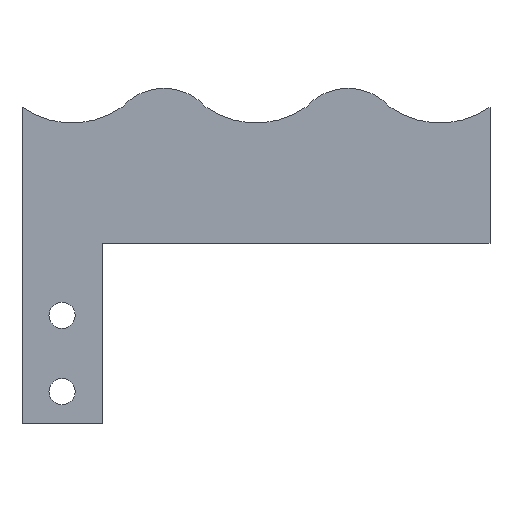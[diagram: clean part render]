
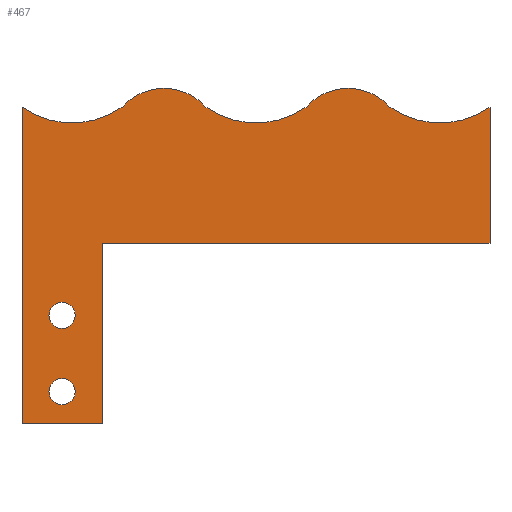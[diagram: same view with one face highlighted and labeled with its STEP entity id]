
A CAD part, front view. The second image highlights one B-rep face of the part: STEP entity #467.
In plain terms, the highlighted planar face has unit normal (0, -1, 0).
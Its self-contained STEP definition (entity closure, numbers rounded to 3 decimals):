
#4 = DIRECTION ( 'NONE',  ( 0., 1., 0. ) ) ;
#5 = CARTESIAN_POINT ( 'NONE',  ( -24.188, -2., -34.875 ) ) ;
#17 = ORIENTED_EDGE ( 'NONE', *, *, #296, .T. ) ;
#19 = CARTESIAN_POINT ( 'NONE',  ( 11.475, -2., -6.553 ) ) ;
#20 = ORIENTED_EDGE ( 'NONE', *, *, #270, .F. ) ;
#25 = ORIENTED_EDGE ( 'NONE', *, *, #663, .F. ) ;
#27 = DIRECTION ( 'NONE',  ( -1., 0., 0. ) ) ;
#31 = ORIENTED_EDGE ( 'NONE', *, *, #100, .F. ) ;
#33 = VECTOR ( 'NONE', #99, 1000. ) ;
#40 = DIRECTION ( 'NONE',  ( 0., 0., 1. ) ) ;
#44 = CIRCLE ( 'NONE', #308, 1.635 ) ;
#45 = CARTESIAN_POINT ( 'NONE',  ( -11.475, -2., -13.553 ) ) ;
#49 = DIRECTION ( 'NONE',  ( 0., 0., -1. ) ) ;
#57 = DIRECTION ( 'NONE',  ( 0., 0., -1. ) ) ;
#60 = LINE ( 'NONE', #377, #130 ) ;
#63 = ORIENTED_EDGE ( 'NONE', *, *, #414, .F. ) ;
#65 = DIRECTION ( 'NONE',  ( 0., 0., 1. ) ) ;
#66 = CARTESIAN_POINT ( 'NONE',  ( 29.188, -2., -8.908 ) ) ;
#69 = CIRCLE ( 'NONE', #634, 10.875 ) ;
#70 = DIRECTION ( 'NONE',  ( 0., 1., 0. ) ) ;
#71 = EDGE_CURVE ( 'NONE', #422, #337, #558, .T. ) ;
#72 = DIRECTION ( 'NONE',  ( 0., -1., 0. ) ) ;
#74 = DIRECTION ( 'NONE',  ( 0., 0., -1. ) ) ;
#75 = CARTESIAN_POINT ( 'NONE',  ( 29.188, -2., -25.875 ) ) ;
#76 = VERTEX_POINT ( 'NONE', #302 ) ;
#78 = AXIS2_PLACEMENT_3D ( 'NONE', #45, #659, #195 ) ;
#79 = CARTESIAN_POINT ( 'NONE',  ( -19.188, -2., -48.375 ) ) ;
#80 = VERTEX_POINT ( 'NONE', #362 ) ;
#90 = EDGE_CURVE ( 'NONE', #585, #317, #44, .T. ) ;
#94 = LINE ( 'NONE', #297, #226 ) ;
#96 = CIRCLE ( 'NONE', #439, 7. ) ;
#99 = DIRECTION ( 'NONE',  ( 0., 0., 1. ) ) ;
#100 = EDGE_CURVE ( 'NONE', #268, #167, #96, .T. ) ;
#102 = CARTESIAN_POINT ( 'NONE',  ( -29.188, -2., -25.875 ) ) ;
#113 = VERTEX_POINT ( 'NONE', #75 ) ;
#117 = CIRCLE ( 'NONE', #521, 1.635 ) ;
#130 = VECTOR ( 'NONE', #528, 1000. ) ;
#135 = CARTESIAN_POINT ( 'NONE',  ( 11.475, -2., -13.553 ) ) ;
#143 = LINE ( 'NONE', #552, #522 ) ;
#151 = CIRCLE ( 'NONE', #201, 10.875 ) ;
#153 = VERTEX_POINT ( 'NONE', #221 ) ;
#160 = DIRECTION ( 'NONE',  ( 0., -1., 0. ) ) ;
#161 = CIRCLE ( 'NONE', #78, 7. ) ;
#167 = VERTEX_POINT ( 'NONE', #421 ) ;
#171 = CIRCLE ( 'NONE', #275, 1.635 ) ;
#176 = EDGE_CURVE ( 'NONE', #337, #455, #191, .T. ) ;
#180 = CARTESIAN_POINT ( 'NONE',  ( -16.712, -2., -8.908 ) ) ;
#191 = CIRCLE ( 'NONE', #417, 10.875 ) ;
#195 = DIRECTION ( 'NONE',  ( 0., 0., 1. ) ) ;
#199 = EDGE_LOOP ( 'NONE', ( #391, #17 ) ) ;
#201 = AXIS2_PLACEMENT_3D ( 'NONE', #526, #72, #267 ) ;
#215 = CIRCLE ( 'NONE', #441, 7. ) ;
#216 = ORIENTED_EDGE ( 'NONE', *, *, #547, .F. ) ;
#221 = CARTESIAN_POINT ( 'NONE',  ( -19.188, -2., -25.875 ) ) ;
#223 = CARTESIAN_POINT ( 'NONE',  ( -24.188, -2., -33.24 ) ) ;
#226 = VECTOR ( 'NONE', #500, 1000. ) ;
#231 = CARTESIAN_POINT ( 'NONE',  ( -24.188, -2., -44.375 ) ) ;
#239 = DIRECTION ( 'NONE',  ( 0., 1., 0. ) ) ;
#248 = ORIENTED_EDGE ( 'NONE', *, *, #542, .F. ) ;
#250 = CARTESIAN_POINT ( 'NONE',  ( 11.475, -2., -13.553 ) ) ;
#251 = FACE_BOUND ( 'NONE', #199, .T. ) ;
#258 = CARTESIAN_POINT ( 'NONE',  ( -11.475, -2., -13.553 ) ) ;
#259 = DIRECTION ( 'NONE',  ( 0., 0., 1. ) ) ;
#261 = CARTESIAN_POINT ( 'NONE',  ( -6.238, -2., -8.908 ) ) ;
#262 = DIRECTION ( 'NONE',  ( 0., 1., 0. ) ) ;
#264 = VERTEX_POINT ( 'NONE', #519 ) ;
#267 = DIRECTION ( 'NONE',  ( 0., 0., -1. ) ) ;
#268 = VERTEX_POINT ( 'NONE', #19 ) ;
#270 = EDGE_CURVE ( 'NONE', #582, #351, #151, .T. ) ;
#275 = AXIS2_PLACEMENT_3D ( 'NONE', #354, #4, #554 ) ;
#280 = VERTEX_POINT ( 'NONE', #66 ) ;
#282 = CARTESIAN_POINT ( 'NONE',  ( 6.238, -2., -8.908 ) ) ;
#293 = ORIENTED_EDGE ( 'NONE', *, *, #556, .F. ) ;
#296 = EDGE_CURVE ( 'NONE', #317, #585, #117, .T. ) ;
#297 = CARTESIAN_POINT ( 'NONE',  ( -19.188, -2., -25.875 ) ) ;
#300 = CIRCLE ( 'NONE', #604, 7. ) ;
#302 = CARTESIAN_POINT ( 'NONE',  ( -24.188, -2., -46.01 ) ) ;
#304 = FACE_OUTER_BOUND ( 'NONE', #553, .T. ) ;
#308 = AXIS2_PLACEMENT_3D ( 'NONE', #5, #461, #49 ) ;
#317 = VERTEX_POINT ( 'NONE', #544 ) ;
#337 = VERTEX_POINT ( 'NONE', #649 ) ;
#351 = VERTEX_POINT ( 'NONE', #282 ) ;
#354 = CARTESIAN_POINT ( 'NONE',  ( -24.188, -2., -44.375 ) ) ;
#362 = CARTESIAN_POINT ( 'NONE',  ( -11.475, -2., -6.553 ) ) ;
#363 = CARTESIAN_POINT ( 'NONE',  ( 22.95, -2., 0. ) ) ;
#377 = CARTESIAN_POINT ( 'NONE',  ( -19.188, -2., -48.375 ) ) ;
#391 = ORIENTED_EDGE ( 'NONE', *, *, #90, .T. ) ;
#392 = EDGE_CURVE ( 'NONE', #442, #422, #143, .T. ) ;
#393 = CARTESIAN_POINT ( 'NONE',  ( -29.188, -2., -48.375 ) ) ;
#400 = FACE_BOUND ( 'NONE', #618, .T. ) ;
#414 = EDGE_CURVE ( 'NONE', #351, #268, #300, .T. ) ;
#417 = AXIS2_PLACEMENT_3D ( 'NONE', #581, #160, #431 ) ;
#421 = CARTESIAN_POINT ( 'NONE',  ( 16.712, -2., -8.908 ) ) ;
#422 = VERTEX_POINT ( 'NONE', #393 ) ;
#431 = DIRECTION ( 'NONE',  ( 0., 0., -1. ) ) ;
#437 = DIRECTION ( 'NONE',  ( 0., 1., 0. ) ) ;
#438 = ORIENTED_EDGE ( 'NONE', *, *, #523, .T. ) ;
#439 = AXIS2_PLACEMENT_3D ( 'NONE', #250, #662, #259 ) ;
#441 = AXIS2_PLACEMENT_3D ( 'NONE', #258, #70, #65 ) ;
#442 = VERTEX_POINT ( 'NONE', #79 ) ;
#446 = ORIENTED_EDGE ( 'NONE', *, *, #562, .F. ) ;
#447 = EDGE_CURVE ( 'NONE', #76, #264, #462, .T. ) ;
#450 = CARTESIAN_POINT ( 'NONE',  ( 29.188, -2., -8.908 ) ) ;
#451 = ORIENTED_EDGE ( 'NONE', *, *, #392, .F. ) ;
#454 = LINE ( 'NONE', #450, #550 ) ;
#455 = VERTEX_POINT ( 'NONE', #180 ) ;
#461 = DIRECTION ( 'NONE',  ( 0., 1., 0. ) ) ;
#462 = CIRCLE ( 'NONE', #470, 1.635 ) ;
#467 = ADVANCED_FACE ( 'NONE', ( #400, #251, #304 ), #507, .T. ) ;
#470 = AXIS2_PLACEMENT_3D ( 'NONE', #231, #437, #642 ) ;
#476 = CARTESIAN_POINT ( 'NONE',  ( -24.188, -2., -34.875 ) ) ;
#487 = ORIENTED_EDGE ( 'NONE', *, *, #654, .F. ) ;
#500 = DIRECTION ( 'NONE',  ( -1., 0., 0. ) ) ;
#507 = PLANE ( 'NONE',  #559 ) ;
#519 = CARTESIAN_POINT ( 'NONE',  ( -24.188, -2., -42.74 ) ) ;
#520 = ORIENTED_EDGE ( 'NONE', *, *, #71, .F. ) ;
#521 = AXIS2_PLACEMENT_3D ( 'NONE', #476, #262, #74 ) ;
#522 = VECTOR ( 'NONE', #27, 1000. ) ;
#523 = EDGE_CURVE ( 'NONE', #264, #76, #171, .T. ) ;
#526 = CARTESIAN_POINT ( 'NONE',  ( 0., -2., 0. ) ) ;
#528 = DIRECTION ( 'NONE',  ( 0., 0., -1. ) ) ;
#530 = ORIENTED_EDGE ( 'NONE', *, *, #176, .F. ) ;
#542 = EDGE_CURVE ( 'NONE', #167, #280, #69, .T. ) ;
#544 = CARTESIAN_POINT ( 'NONE',  ( -24.188, -2., -36.51 ) ) ;
#547 = EDGE_CURVE ( 'NONE', #280, #113, #454, .T. ) ;
#550 = VECTOR ( 'NONE', #656, 1000. ) ;
#551 = ORIENTED_EDGE ( 'NONE', *, *, #447, .T. ) ;
#552 = CARTESIAN_POINT ( 'NONE',  ( -29.188, -2., -48.375 ) ) ;
#553 = EDGE_LOOP ( 'NONE', ( #530, #520, #451, #487, #293, #216, #248, #31, #63, #20, #25, #446 ) ) ;
#554 = DIRECTION ( 'NONE',  ( 0., 0., -1. ) ) ;
#556 = EDGE_CURVE ( 'NONE', #113, #153, #94, .T. ) ;
#557 = CARTESIAN_POINT ( 'NONE',  ( -22.95, -2., 0. ) ) ;
#558 = LINE ( 'NONE', #102, #33 ) ;
#559 = AXIS2_PLACEMENT_3D ( 'NONE', #557, #661, #609 ) ;
#562 = EDGE_CURVE ( 'NONE', #455, #80, #161, .T. ) ;
#581 = CARTESIAN_POINT ( 'NONE',  ( -22.95, -2., 0. ) ) ;
#582 = VERTEX_POINT ( 'NONE', #261 ) ;
#585 = VERTEX_POINT ( 'NONE', #223 ) ;
#604 = AXIS2_PLACEMENT_3D ( 'NONE', #135, #239, #40 ) ;
#606 = DIRECTION ( 'NONE',  ( 0., -1., 0. ) ) ;
#609 = DIRECTION ( 'NONE',  ( 0., 0., -1. ) ) ;
#618 = EDGE_LOOP ( 'NONE', ( #438, #551 ) ) ;
#634 = AXIS2_PLACEMENT_3D ( 'NONE', #363, #606, #57 ) ;
#642 = DIRECTION ( 'NONE',  ( 0., 0., -1. ) ) ;
#649 = CARTESIAN_POINT ( 'NONE',  ( -29.188, -2., -8.908 ) ) ;
#654 = EDGE_CURVE ( 'NONE', #153, #442, #60, .T. ) ;
#656 = DIRECTION ( 'NONE',  ( 0., 0., -1. ) ) ;
#659 = DIRECTION ( 'NONE',  ( 0., 1., 0. ) ) ;
#661 = DIRECTION ( 'NONE',  ( 0., -1., 0. ) ) ;
#662 = DIRECTION ( 'NONE',  ( 0., 1., 0. ) ) ;
#663 = EDGE_CURVE ( 'NONE', #80, #582, #215, .T. ) ;
